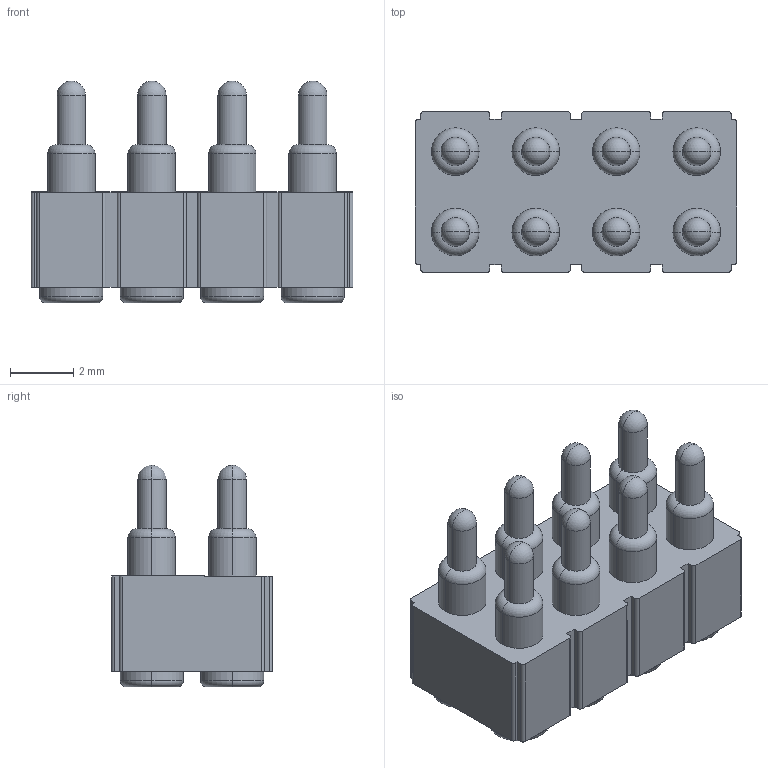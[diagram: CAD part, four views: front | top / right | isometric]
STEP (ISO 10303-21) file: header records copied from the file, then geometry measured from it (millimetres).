
FILE_DESCRIPTION (( 'STEP AP214' ), '1' );
FILE_NAME ('CONN-SMD_8P-P2.54_YZ76615070R-08025-01.STEP', '2023-09-13T13:35:59', ( '微软用户' ), ( '微软中国' ), 'SwSTEP 2.0', 'SolidWorks 2020', '' );
FILE_SCHEMA (( 'AUTOMOTIVE_DESIGN' ));
Length unit declared in the file: millimetre
Products named in the file (1): CONN-SMD_8P-P2.54_YZ76615070R-08025-01
Bounding box: 10.16 x 5.08 x 7 mm (x, y, z)
Volume: 194.7 mm3; surface area: 311.8 mm2
Topology: 1 solids, 1 shells, 386 faces, 1023 edges, 658 vertices
Faces by surface type: plane 172, bspline 98, cylinder 68, torus 32, sphere 16
Entity records: 16479 total; most frequent: CARTESIAN_POINT 3326, ORIENTED_EDGE 1982, DIRECTION 1569, EDGE_CURVE 991, VERTEX_POINT 642, LINE 591, VECTOR 591, AXIS2_PLACEMENT_3D 489
